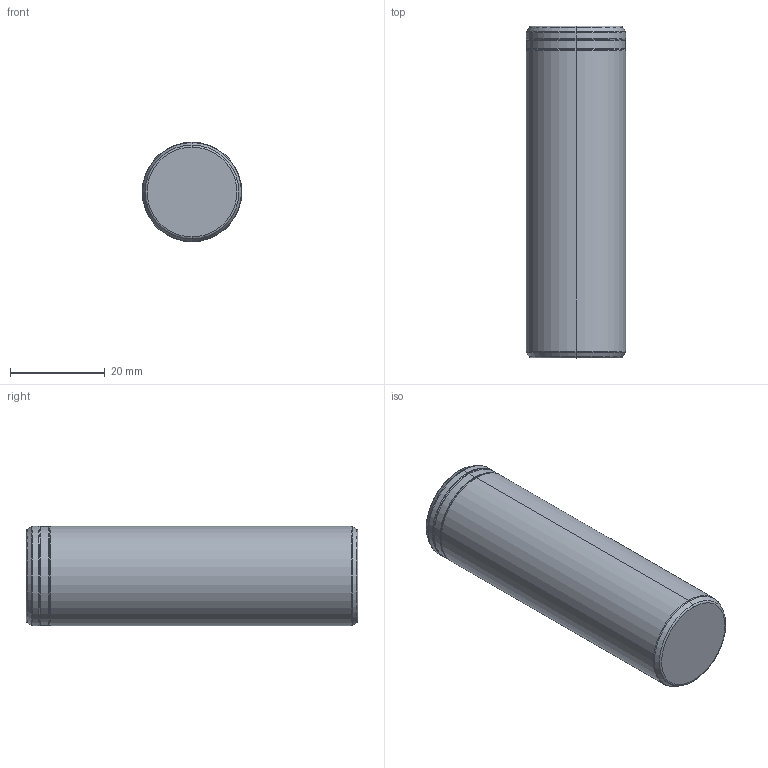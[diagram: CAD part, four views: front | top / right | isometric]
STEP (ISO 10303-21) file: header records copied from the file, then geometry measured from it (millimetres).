
FILE_DESCRIPTION (( 'STEP AP214' ), '1' );
FILE_NAME ('21700_li_battery.STEP', '2020-08-18T13:30:00', ( '' ), ( '' ), 'SwSTEP 2.0', 'SolidWorks 2019', '' );
FILE_SCHEMA (( 'AUTOMOTIVE_DESIGN' ));
Length unit declared in the file: millimetre
Products named in the file (1): 21700_li_battery
Bounding box: 21 x 70 x 21 mm (x, y, z)
Volume: 24127.4 mm3; surface area: 5717.3 mm2
Topology: 2 solids, 2 shells, 77 faces, 167 edges, 99 vertices
Faces by surface type: torus 30, cylinder 20, plane 15, cone 12
Entity records: 2840 total; most frequent: DIRECTION 440, CARTESIAN_POINT 344, ORIENTED_EDGE 334, AXIS2_PLACEMENT_3D 195, EDGE_CURVE 167, CIRCLE 117, VERTEX_POINT 99, EDGE_LOOP 84
